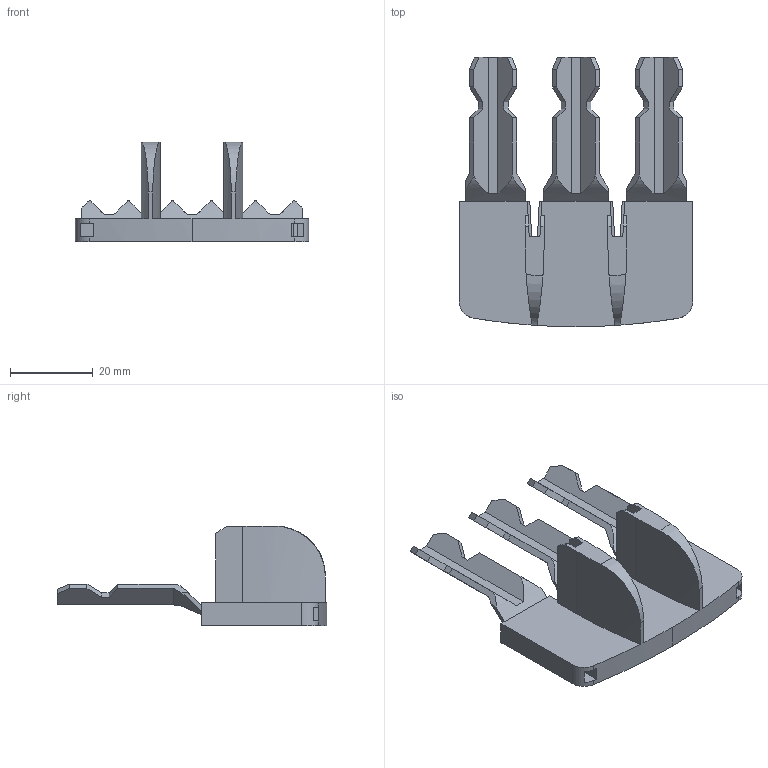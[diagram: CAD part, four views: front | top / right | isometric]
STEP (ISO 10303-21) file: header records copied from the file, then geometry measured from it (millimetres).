
FILE_DESCRIPTION(('STEP AP214'),'1');
FILE_NAME('cctmp_C7099263-F311-4915-BD23-B55C9A1102E6_2023_07_24_21_58_22_0760..stp','2023-07-24T19:58:23',('SIEMENS A&D'),('CADClick - www.CADClick.com'),'Spatial InterOp 3D postprocessed',' ','unknown authorization');
FILE_SCHEMA(('AUTOMOTIVE_DESIGN'));
Length unit declared in the file: millimetre
Products named in the file (1): 2023_07_24_21_58_22_0760
Bounding box: 56.3 x 64.99 x 24 mm (x, y, z)
Volume: 14144 mm3; surface area: 9911.4 mm2
Topology: 1 solids, 1 shells, 143 faces, 396 edges, 258 vertices
Faces by surface type: plane 126, cylinder 9, bspline 3, extrusion 3, torus 2
Entity records: 6151 total; most frequent: CARTESIAN_POINT 2093, ORIENTED_EDGE 792, DIRECTION 669, EDGE_CURVE 396, VECTOR 329, LINE 326, VERTEX_POINT 258, AXIS2_PLACEMENT_3D 170
